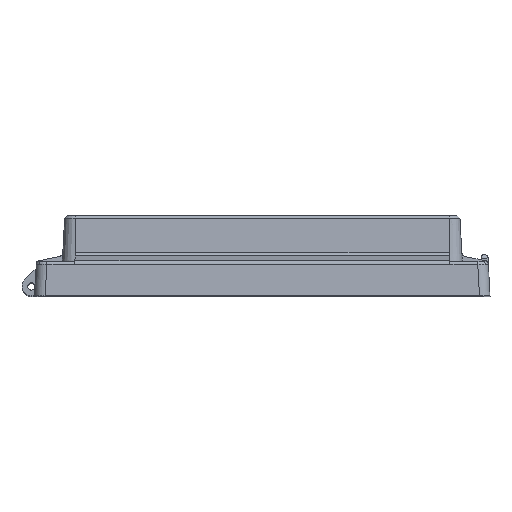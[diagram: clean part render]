
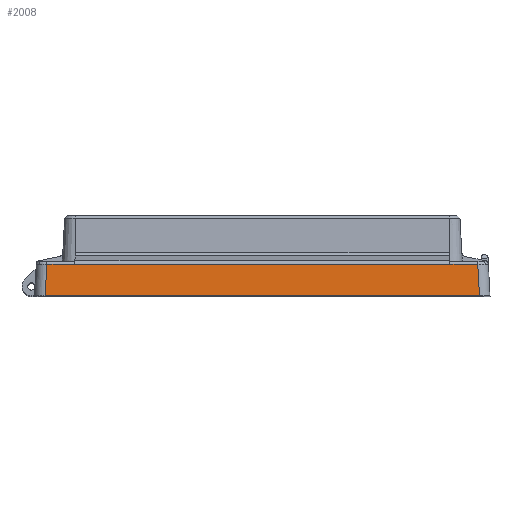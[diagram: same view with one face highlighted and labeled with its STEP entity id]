
A CAD part, top view. The second image highlights one B-rep face of the part: STEP entity #2008.
In plain terms, the highlighted planar face has unit normal (0, 0.052, 0.999).
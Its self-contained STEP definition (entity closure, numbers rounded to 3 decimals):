
#423 = VERTEX_POINT ( 'NONE', #3809 ) ;
#425 = EDGE_CURVE ( 'NONE', #859, #423, #3808, .T. ) ;
#467 = EDGE_CURVE ( 'NONE', #468, #797, #3993, .T. ) ;
#468 = VERTEX_POINT ( 'NONE', #3989 ) ;
#797 = VERTEX_POINT ( 'NONE', #4847 ) ;
#859 = VERTEX_POINT ( 'NONE', #5233 ) ;
#894 = EDGE_CURVE ( 'NONE', #895, #896, #5406, .T. ) ;
#895 = VERTEX_POINT ( 'NONE', #5402 ) ;
#896 = VERTEX_POINT ( 'NONE', #5401 ) ;
#1354 = EDGE_CURVE ( 'NONE', #1355, #859, #6239, .T. ) ;
#1355 = VERTEX_POINT ( 'NONE', #6235 ) ;
#1589 = EDGE_CURVE ( 'NONE', #1355, #1590, #6645, .T. ) ;
#1590 = VERTEX_POINT ( 'NONE', #6641 ) ;
#1994 = ORIENTED_EDGE ( 'NONE', *, *, #467, .T. ) ;
#1995 = ORIENTED_EDGE ( 'NONE', *, *, #1996, .T. ) ;
#1996 = EDGE_CURVE ( 'NONE', #797, #1590, #7544, .T. ) ;
#1997 = ORIENTED_EDGE ( 'NONE', *, *, #1589, .F. ) ;
#2008 = ADVANCED_FACE ( 'NONE', ( #7561 ), #7557, .T. ) ;
#2009 = EDGE_LOOP ( 'NONE', ( #2010, #2011, #2012, #2014, #2015, #1994, #1995, #1997 ) ) ;
#2010 = ORIENTED_EDGE ( 'NONE', *, *, #1354, .T. ) ;
#2011 = ORIENTED_EDGE ( 'NONE', *, *, #425, .T. ) ;
#2012 = ORIENTED_EDGE ( 'NONE', *, *, #2013, .T. ) ;
#2013 = EDGE_CURVE ( 'NONE', #423, #895, #7552, .T. ) ;
#2014 = ORIENTED_EDGE ( 'NONE', *, *, #894, .T. ) ;
#2015 = ORIENTED_EDGE ( 'NONE', *, *, #2016, .T. ) ;
#2016 = EDGE_CURVE ( 'NONE', #896, #468, #7548, .T. ) ;
#3800 = DIRECTION ( 'NONE',  ( -1., 0., 0. ) ) ;
#3801 = VECTOR ( 'NONE', #3800, 1000. ) ;
#3802 = CARTESIAN_POINT ( 'NONE',  ( 118., 8.391, 144.56 ) ) ;
#3808 = LINE ( 'NONE', #3802, #3801 ) ;
#3809 = CARTESIAN_POINT ( 'NONE',  ( 97.551, 8.391, 144.56 ) ) ;
#3989 = CARTESIAN_POINT ( 'NONE',  ( -97.551, 8.391, 144.56 ) ) ;
#3990 = DIRECTION ( 'NONE',  ( -1., 0., 0. ) ) ;
#3991 = VECTOR ( 'NONE', #3990, 1000. ) ;
#3992 = CARTESIAN_POINT ( 'NONE',  ( -97.304, 8.391, 144.56 ) ) ;
#3993 = LINE ( 'NONE', #3992, #3991 ) ;
#4847 = CARTESIAN_POINT ( 'NONE',  ( -112.068, 8.391, 144.56 ) ) ;
#5233 = CARTESIAN_POINT ( 'NONE',  ( 112.068, 8.391, 144.56 ) ) ;
#5401 = CARTESIAN_POINT ( 'NONE',  ( -97.547, 8.467, 144.556 ) ) ;
#5402 = CARTESIAN_POINT ( 'NONE',  ( 97.547, 8.467, 144.556 ) ) ;
#5403 = DIRECTION ( 'NONE',  ( -1., 0., 0. ) ) ;
#5404 = VECTOR ( 'NONE', #5403, 1000. ) ;
#5405 = CARTESIAN_POINT ( 'NONE',  ( -117.476, 8.467, 144.556 ) ) ;
#5406 = LINE ( 'NONE', #5405, #5404 ) ;
#6235 = CARTESIAN_POINT ( 'NONE',  ( 112.927, -8., 145.419 ) ) ;
#6236 = DIRECTION ( 'NONE',  ( -0.052, 0.997, -0.052 ) ) ;
#6237 = VECTOR ( 'NONE', #6236, 1000. ) ;
#6238 = CARTESIAN_POINT ( 'NONE',  ( 112.523, -0.286, 145.015 ) ) ;
#6239 = LINE ( 'NONE', #6238, #6237 ) ;
#6641 = CARTESIAN_POINT ( 'NONE',  ( -112.927, -8., 145.419 ) ) ;
#6642 = DIRECTION ( 'NONE',  ( -1., 0., 0. ) ) ;
#6643 = VECTOR ( 'NONE', #6642, 1000. ) ;
#6644 = CARTESIAN_POINT ( 'NONE',  ( 118., -8., 145.419 ) ) ;
#6645 = LINE ( 'NONE', #6644, #6643 ) ;
#7541 = CARTESIAN_POINT ( 'NONE',  ( -111.878, 12.014, 144.37 ) ) ;
#7544 = LINE ( 'NONE', #7541, #7566 ) ;
#7547 = CARTESIAN_POINT ( 'NONE',  ( -97.408, 11.106, 144.418 ) ) ;
#7548 = LINE ( 'NONE', #7547, #7597 ) ;
#7549 = DIRECTION ( 'NONE',  ( -0.052, 0.997, -0.052 ) ) ;
#7550 = VECTOR ( 'NONE', #7549, 1000. ) ;
#7551 = CARTESIAN_POINT ( 'NONE',  ( 97.408, 11.106, 144.418 ) ) ;
#7552 = LINE ( 'NONE', #7551, #7550 ) ;
#7553 = DIRECTION ( 'NONE',  ( 0., -0.999, 0.052 ) ) ;
#7554 = DIRECTION ( 'NONE',  ( 0., 0.052, 0.999 ) ) ;
#7555 = CARTESIAN_POINT ( 'NONE',  ( 118., 0., 145. ) ) ;
#7556 = AXIS2_PLACEMENT_3D ( 'NONE', #7555, #7554, #7553 ) ;
#7557 = PLANE ( 'NONE',  #7556 ) ;
#7561 = FACE_OUTER_BOUND ( 'NONE', #2009, .T. ) ;
#7565 = DIRECTION ( 'NONE',  ( -0.052, -0.997, 0.052 ) ) ;
#7566 = VECTOR ( 'NONE', #7565, 1000. ) ;
#7596 = DIRECTION ( 'NONE',  ( -0.052, -0.997, 0.052 ) ) ;
#7597 = VECTOR ( 'NONE', #7596, 1000. ) ;
